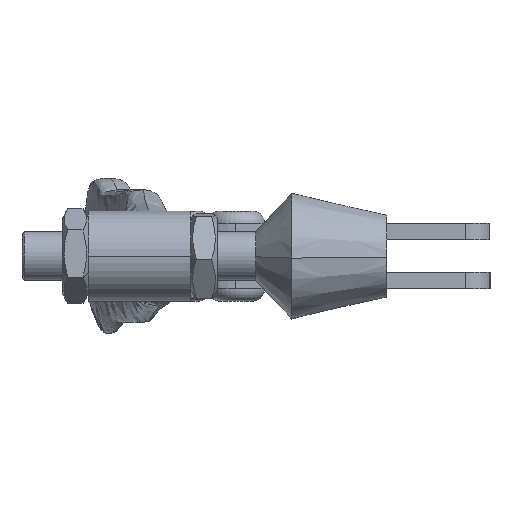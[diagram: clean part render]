
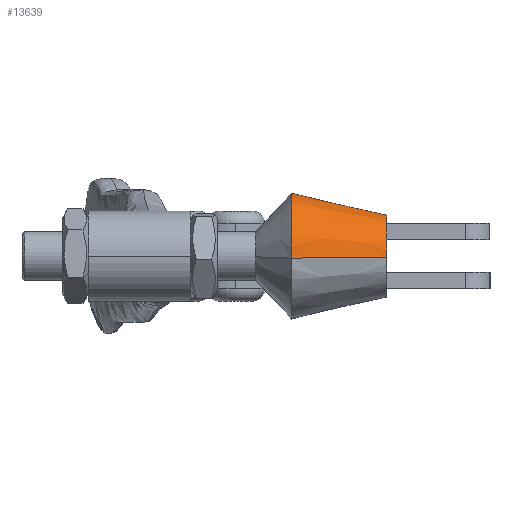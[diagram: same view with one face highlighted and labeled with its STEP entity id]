
A CAD part, left-side view. The second image highlights one B-rep face of the part: STEP entity #13639.
In plain terms, the highlighted conical face has half-angle 13 degrees and reference radius 5 mm.
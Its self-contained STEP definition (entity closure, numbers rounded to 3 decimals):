
#714 = EDGE_CURVE ( 'NONE', #17330, #19486, #12726, .T. ) ;
#716 = EDGE_CURVE ( 'NONE', #19486, #17284, #12720, .T. ) ;
#720 = EDGE_CURVE ( 'NONE', #17817, #17284, #12694, .T. ) ;
#721 = EDGE_CURVE ( 'NONE', #17330, #17817, #12699, .T. ) ;
#1725 = AXIS2_PLACEMENT_3D ( 'NONE', #27311, #27310, #27308 ) ;
#1728 = AXIS2_PLACEMENT_3D ( 'NONE', #27280, #27278, #27273 ) ;
#3784 = AXIS2_PLACEMENT_3D ( 'NONE', #21285, #21286, #21295 ) ;
#7719 = CARTESIAN_POINT ( 'NONE',  ( 0., 0., -5. ) ) ;
#7931 = CARTESIAN_POINT ( 'NONE',  ( 0., 11.631, 7.685 ) ) ;
#8501 = CONICAL_SURFACE ( 'NONE', #3784, 5., 0.227 ) ;
#8506 = FACE_OUTER_BOUND ( 'NONE', #15271, .T. ) ;
#8933 = CARTESIAN_POINT ( 'NONE',  ( 0., 0., 5. ) ) ;
#9019 = CARTESIAN_POINT ( 'NONE',  ( 0., 11.631, -7.685 ) ) ;
#12680 = VECTOR ( 'NONE', #27306, 1000. ) ;
#12694 = CIRCLE ( 'NONE', #1728, 7.685 ) ;
#12699 = LINE ( 'NONE', #27281, #12680 ) ;
#12705 = VECTOR ( 'NONE', #27305, 1000. ) ;
#12720 = LINE ( 'NONE', #27317, #12705 ) ;
#12726 = CIRCLE ( 'NONE', #1725, 5. ) ;
#13639 = ADVANCED_FACE ( 'NONE', ( #8506 ), #8501, .T. ) ;
#15271 = EDGE_LOOP ( 'NONE', ( #16876, #16877, #16878, #16879 ) ) ;
#16876 = ORIENTED_EDGE ( 'NONE', *, *, #714, .T. ) ;
#16877 = ORIENTED_EDGE ( 'NONE', *, *, #716, .T. ) ;
#16878 = ORIENTED_EDGE ( 'NONE', *, *, #720, .F. ) ;
#16879 = ORIENTED_EDGE ( 'NONE', *, *, #721, .F. ) ;
#17284 = VERTEX_POINT ( 'NONE', #9019 ) ;
#17330 = VERTEX_POINT ( 'NONE', #8933 ) ;
#17817 = VERTEX_POINT ( 'NONE', #7931 ) ;
#19486 = VERTEX_POINT ( 'NONE', #7719 ) ;
#21285 = CARTESIAN_POINT ( 'NONE',  ( 0., 0., 0. ) ) ;
#21286 = DIRECTION ( 'NONE',  ( 0., 1., 0. ) ) ;
#21295 = DIRECTION ( 'NONE',  ( 0., 0., 1. ) ) ;
#27273 = DIRECTION ( 'NONE',  ( 0., 0., 1. ) ) ;
#27278 = DIRECTION ( 'NONE',  ( 0., 1., 0. ) ) ;
#27280 = CARTESIAN_POINT ( 'NONE',  ( 0., 11.631, 0. ) ) ;
#27281 = CARTESIAN_POINT ( 'NONE',  ( 0., 0., 5. ) ) ;
#27305 = DIRECTION ( 'NONE',  ( 0., 0.974, -0.225 ) ) ;
#27306 = DIRECTION ( 'NONE',  ( 0., 0.974, 0.225 ) ) ;
#27308 = DIRECTION ( 'NONE',  ( 0., 0., 1. ) ) ;
#27310 = DIRECTION ( 'NONE',  ( 0., 1., 0. ) ) ;
#27311 = CARTESIAN_POINT ( 'NONE',  ( 0., 0., 0. ) ) ;
#27317 = CARTESIAN_POINT ( 'NONE',  ( 0., 0., -5. ) ) ;
